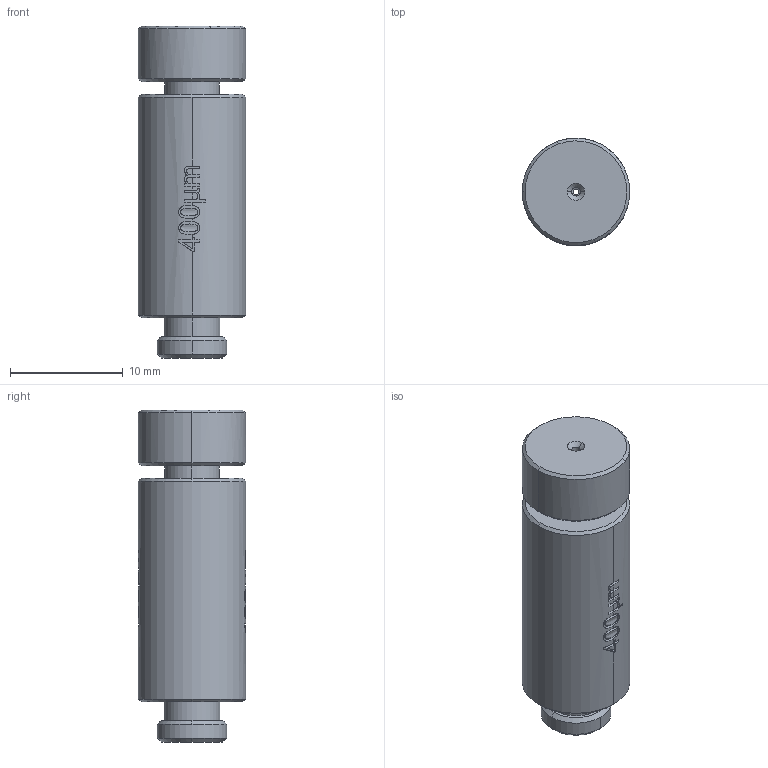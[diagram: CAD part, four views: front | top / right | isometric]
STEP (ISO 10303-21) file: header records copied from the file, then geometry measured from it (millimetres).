
FILE_DESCRIPTION (( 'STEP AP203' ), '1' );
FILE_NAME ('112321.stp', '2018-10-08T16:49:16', ( '' ), ( '' ), 'SwSTEP 2.0', 'SolidWorks 2012', '' );
FILE_SCHEMA (( 'CONFIG_CONTROL_DESIGN' ));
Length unit declared in the file: centimetre
Products named in the file (1): 112321
Bounding box: 9.53 x 9.53 x 29.44 mm (x, y, z)
Volume: 1775.3 mm3; surface area: 1222.4 mm2
Topology: 1 solids, 1 shells, 224 faces, 625 edges, 413 vertices
Faces by surface type: plane 86, bspline 86, cylinder 31, cone 21
Entity records: 7840 total; most frequent: CARTESIAN_POINT 2530, ORIENTED_EDGE 1250, DIRECTION 832, EDGE_CURVE 625, VERTEX_POINT 413, LINE 310, VECTOR 310, AXIS2_PLACEMENT_3D 261
